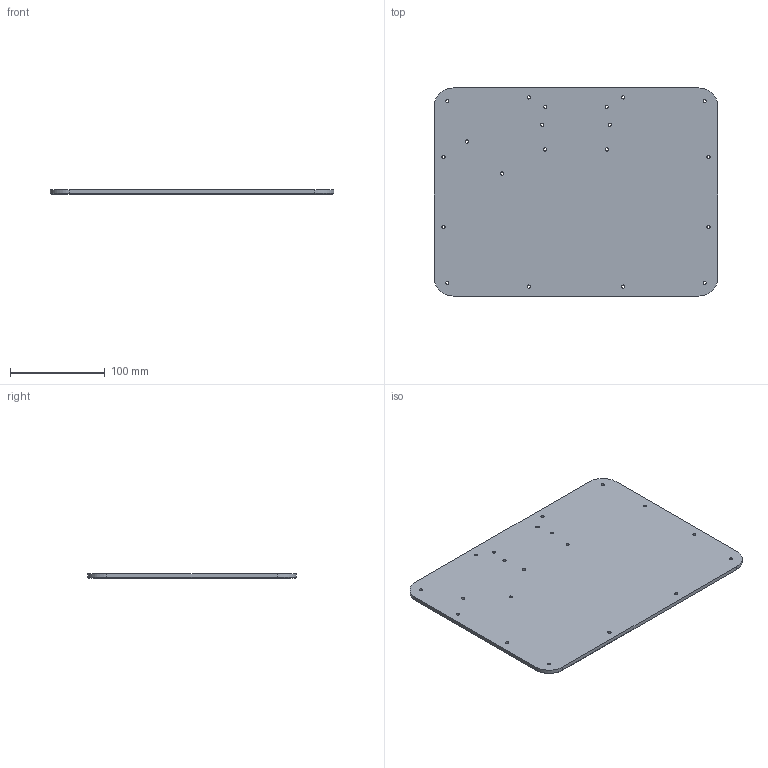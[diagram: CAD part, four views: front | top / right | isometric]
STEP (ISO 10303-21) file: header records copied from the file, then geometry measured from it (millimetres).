
FILE_DESCRIPTION(/* description */ ('','CAx-IF Rec.Pracs.---Representation and Presentation of Product Manufacturing Information (PMI)---4.0---2014-10-13'),/* implementation_level */ '2;1');
FILE_NAME(/* name */ 'Bottom Plate.stp',/* time_stamp */ '2024-07-22T23:20:45+01:00',/* author */ ('JS'),/* organization */ (''),/* preprocessor_version */ 'ST-DEVELOPER v19.2',/* originating_system */ 'Autodesk Inventor 2023',/* authorisation */ '');
FILE_SCHEMA (('AP242_MANAGED_MODEL_BASED_3D_ENGINEERING_MIM_LF { 1 0 10303 442 1 1 4 }'));
Length unit declared in the file: millimetre
Products named in the file (1): Bottom Plate Sanwa
Bounding box: 300 x 220 x 5 mm (x, y, z)
Volume: 325735.2 mm3; surface area: 136535.2 mm2
Topology: 1 solids, 1 shells, 66 faces, 152 edges, 92 vertices
Faces by surface type: cylinder 28, cone 24, plane 14
Full cylindrical faces by diameter (mm): 3.4 x20, 9 x4
Entity records: 2178 total; most frequent: DIRECTION 392, CARTESIAN_POINT 354, ORIENTED_EDGE 304, AXIS2_PLACEMENT_3D 160, EDGE_CURVE 152, EDGE_LOOP 110, VERTEX_POINT 92, CIRCLE 80
